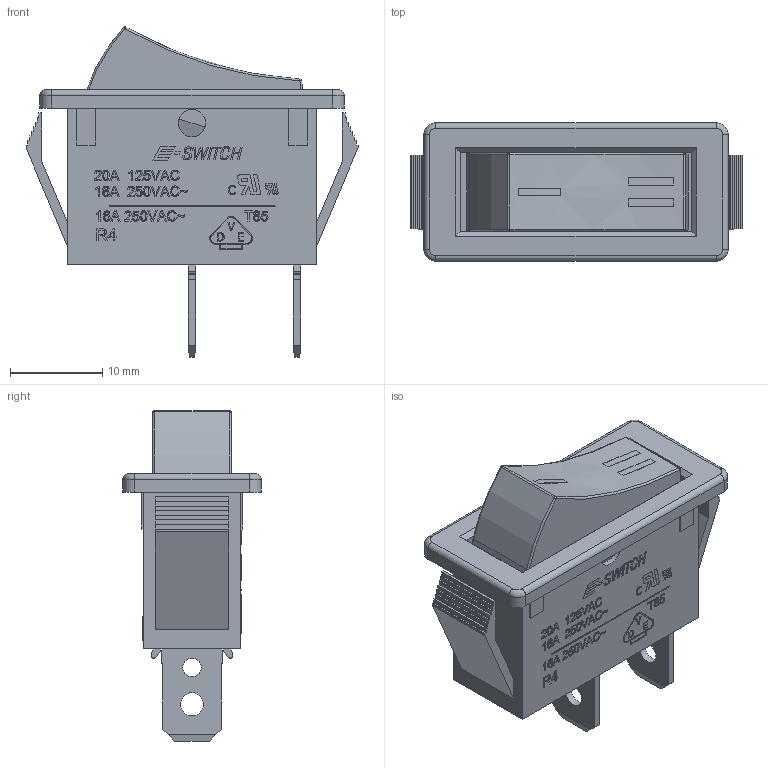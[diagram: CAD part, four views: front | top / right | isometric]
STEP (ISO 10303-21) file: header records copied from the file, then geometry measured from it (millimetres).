
FILE_DESCRIPTION(/* description */ (''),/* implementation_level */ '2;1');
FILE_NAME(/* name */ 'R4AxxxxxxDF0.stp',/* time_stamp */ '2025-05-30T16:15:45-05:00',/* author */ ('mroman'),/* organization */ (''),/* preprocessor_version */ 'ST-DEVELOPER v18.1',/* originating_system */ 'Autodesk Inventor 2022',/* authorisation */ '');
FILE_SCHEMA (('AUTOMOTIVE_DESIGN { 1 0 10303 214 3 1 1 }'));
Length unit declared in the file: centimetre
Products named in the file (1): R4AxxxxxxDF0
Bounding box: 36 x 15 x 35.83 mm (x, y, z)
Volume: 3122.9 mm3; surface area: 6336.6 mm2
Topology: 1 solids, 1 shells, 1004 faces, 2681 edges, 1769 vertices
Faces by surface type: plane 625, bspline 301, cylinder 62, torus 10, sphere 4, cone 2
Full cylindrical faces by diameter (mm): 2 x3, 2.5 x2, 3 x4, 3.4 x1
Entity records: 32603 total; most frequent: CARTESIAN_POINT 9476, ORIENTED_EDGE 5358, DIRECTION 3620, EDGE_CURVE 2679, LINE 1898, VECTOR 1898, VERTEX_POINT 1769, EDGE_LOOP 1110
